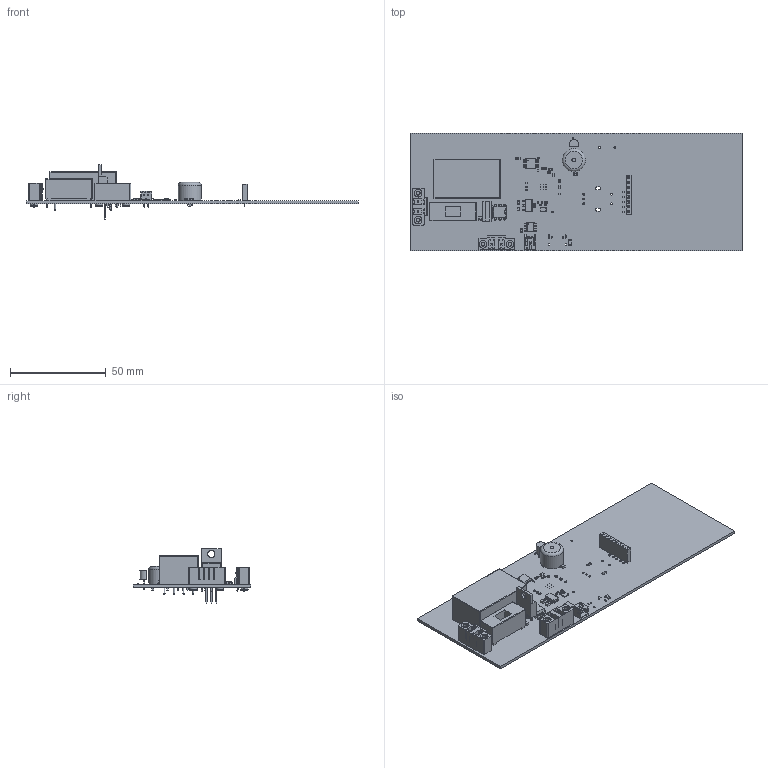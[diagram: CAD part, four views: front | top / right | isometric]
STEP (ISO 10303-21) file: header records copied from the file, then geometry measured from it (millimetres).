
FILE_DESCRIPTION(('KiCad electronic assembly'),'2;1');
FILE_NAME('hotplate2.step','2025-12-08T11:54:49',('Pcbnew'),('Kicad'), 'Open CASCADE STEP processor 7.8','KiCad to STEP converter','Unknown' );
FILE_SCHEMA(('AUTOMOTIVE_DESIGN { 1 0 10303 214 1 1 1 1 }'));
Length unit declared in the file: millimetre
Products named in the file (20): hotplate2 1; C_0402_1005Metric; TO-220-3_Vertical; PinSocket_1x08_P2.54mm_Vertical; R_0402_1005Metric; C_0805_2012Metric; DIP-6_W7.62mm; Fuseholder_Cylinder-5x20mm_Stelvio-Kontek_PTF78_Horizontal_Open; SOT-223; JST_PH_S2B-PH-K_1x02_P2.00mm_Horizontal; L_0805_2012Metric; Buzzer_12x9.5RM7.6; PhoenixContact_MCV_1,5_2-GF-5.08_1x02_P5.08mm_Vertical_ThreadedFlange_
MountHole; SOIC-8_3.9x4.9mm_P1.27mm; Crystal_SMD_3225-4Pin_3.2x2.5mm; LED_1206_3216Metric; TO-92_Inline; Converter_ACDC_Hi-Link_HLK-PMxx; SOIC-8_5.3x5.3mm_P1.27mm; hotplate2_PCB
Assembly tree (55 placements, depth 2):
  hotplate2 1
    C_0402_1005Metric  x18
    TO-220-3_Vertical
    PinSocket_1x08_P2.54mm_Vertical
    R_0402_1005Metric  x15
    C_0805_2012Metric  x5
    DIP-6_W7.62mm
    Fuseholder_Cylinder-5x20mm_Stelvio-Kontek_PTF78_Horizontal_Open
    SOT-223
    JST_PH_S2B-PH-K_1x02_P2.00mm_Horizontal
    L_0805_2012Metric
    Buzzer_12x9.5RM7.6
    PhoenixContact_MCV_1,5_2-GF-5.08_1x02_P5.08mm_Vertical_ThreadedFlange_
MountHole  x2
    SOIC-8_3.9x4.9mm_P1.27mm
    Crystal_SMD_3225-4Pin_3.2x2.5mm
    LED_1206_3216Metric
    TO-92_Inline
    Converter_ACDC_Hi-Link_HLK-PMxx
    SOIC-8_5.3x5.3mm_P1.27mm
    hotplate2_PCB
Bounding box: 173.53 x 61.38 x 28.52 mm (x, y, z)
Volume: 33303 mm3; surface area: 32154.3 mm2
Topology: 55 solids, 55 shells, 2424 faces, 6299 edges, 4087 vertices
Faces by surface type: plane 1676, cylinder 650, bspline 74, torus 16, sphere 8
Full cylindrical faces by diameter (mm): 0.2 x9, 0.6 x1, 0.65 x2, 0.75 x5, 0.8 x10, 0.9 x2, 1 x21, 1.1 x3, 1.2 x4, 1.5 x2, 2 x9, 2.4 x4, 3.735 x1, 4 x4, 12 x1
Entity records: 53277 total; most frequent: CARTESIAN_POINT 8648, ORIENTED_EDGE 7101, DIRECTION 6727, EDGE_CURVE 3551, LINE 2885, VECTOR 2885, VERTEX_POINT 2283, AXIS2_PLACEMENT_3D 1921
